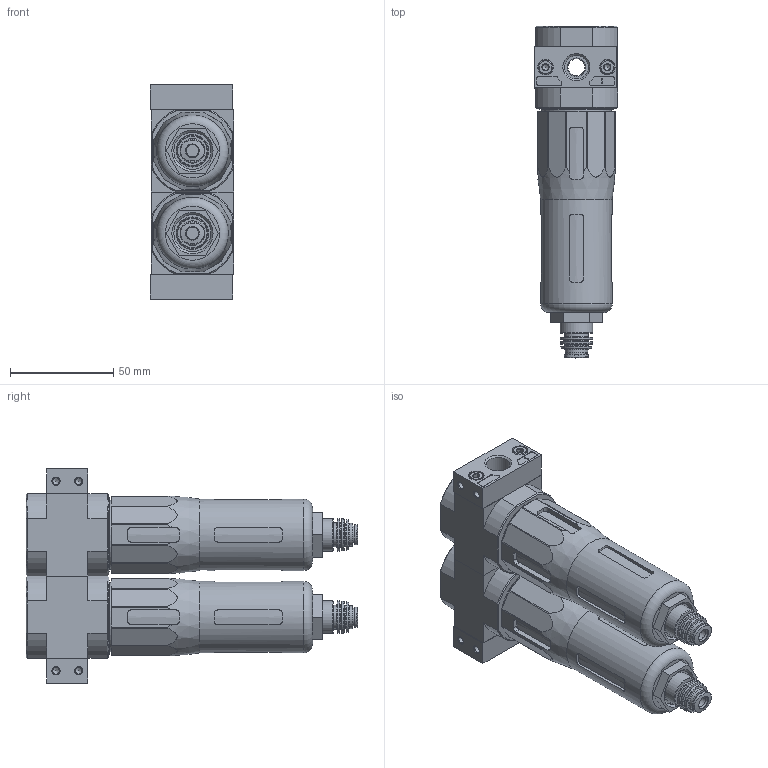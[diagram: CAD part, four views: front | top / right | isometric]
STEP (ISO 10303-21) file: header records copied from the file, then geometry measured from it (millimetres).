
FILE_DESCRIPTION(/* description */ ('STEP AP214'),/* implementation_level */ '2;1');
FILE_NAME(/* name */ '162667_LFMBA-1_4-D-MINI-A',/* time_stamp */ '2024-09-03T16:25:33+02:00',/* author */ ('License CC BY-ND 4.0'),/* organization */ ('CADENAS'),/* preprocessor_version */ 'ST-DEVELOPER v19.3',/* originating_system */ 'PARTsolutions',/* authorisation */ ' ');
FILE_SCHEMA (('AUTOMOTIVE_DESIGN {1 0 10303 214 3 1 1}'));
Length unit declared in the file: millimetre
Products named in the file (9): 162667 LFMBA-1/4-D-MINI-A; 380289 PBL-1/4-D-MINI-L---(1) p1; DIN-912 - M4x16(F); 380291 PBL-1/4-D-MINI-R---(0) p1; 126039 LFMB-D-MINI-A; 526489 MS4-LFR-V; 359787 LF-D-MINI; 126038 LFMA-D-MINI-A; 355622 FRB-D-MINI
Assembly tree (14 placements, depth 2):
  162667 LFMBA-1/4-D-MINI-A
    380289 PBL-1/4-D-MINI-L---(1) p1
    DIN-912 - M4x16(F)  x4
    380291 PBL-1/4-D-MINI-R---(0) p1
    126039 LFMB-D-MINI-A
    526489 MS4-LFR-V  x2
    359787 LF-D-MINI  x2
    126038 LFMA-D-MINI-A
    355622 FRB-D-MINI  x2
Bounding box: 40.4 x 161.02 x 104 mm (x, y, z)
Volume: 330568.4 mm3; surface area: 66105.4 mm2
Topology: 14 solids, 14 shells, 700 faces, 1628 edges, 1018 vertices
Faces by surface type: plane 313, cylinder 204, cone 137, torus 46
Full cylindrical faces by diameter (mm): 2.9 x2, 3.242 x10, 4 x6, 5.2 x6, 6 x4, 6.3 x4, 6.5 x2, 7 x4, 11 x4, 11.4 x2, 11.445 x2, 11.6 x2, 11.8 x2, 12.2 x2, 15.8 x2, 15.9 x3, 18 x2, 34.7 x2, 36 x2, 37 x2
Entity records: 18487 total; most frequent: CARTESIAN_POINT 3538, DIRECTION 2452, ORIENTED_EDGE 2364, EDGE_CURVE 1182, AXIS2_PLACEMENT_3D 956, VERTEX_POINT 834, FACE_BOUND 738, EDGE_LOOP 730
